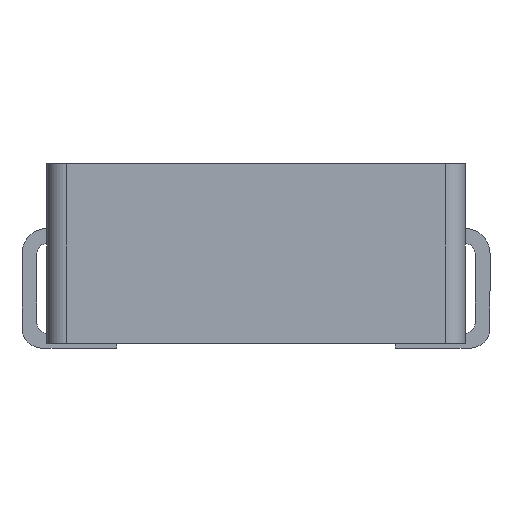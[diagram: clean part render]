
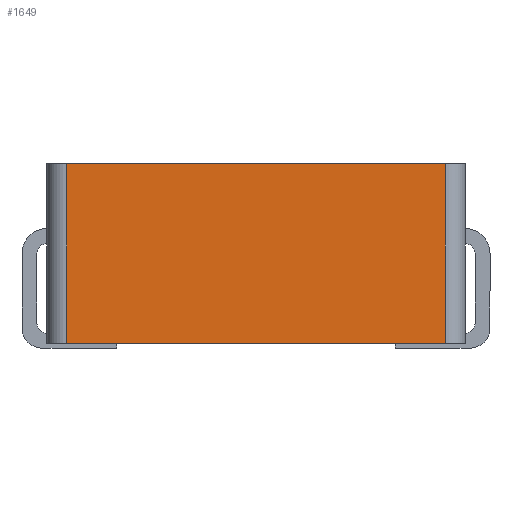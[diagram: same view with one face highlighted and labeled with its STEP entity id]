
A CAD part, left-side view. The second image highlights one B-rep face of the part: STEP entity #1649.
In plain terms, the highlighted planar face has unit normal (-1, 0, 0).
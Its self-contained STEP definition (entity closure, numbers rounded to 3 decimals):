
#889=CARTESIAN_POINT('',(-2.1,1.9,-1.8));
#890=VERTEX_POINT('',#889);
#891=CARTESIAN_POINT('',(-2.1,-1.9,-1.8));
#892=VERTEX_POINT('',#891);
#893=CARTESIAN_POINT('',(-2.1,1.9,-1.8));
#894=DIRECTION('',(0.,-1.,0.));
#895=VECTOR('',#894,3.8);
#896=LINE('',#893,#895);
#897=EDGE_CURVE('',#890,#892,#896,.T.);
#1619=CARTESIAN_POINT('',(-2.1,0.,-0.9));
#1620=DIRECTION('',(0.,-1.,0.));
#1621=DIRECTION('',(1.,0.,0.));
#1622=AXIS2_PLACEMENT_3D('',#1619,#1621,#1620);
#1623=PLANE('',#1622);
#1624=CARTESIAN_POINT('',(-2.1,1.9,0.));
#1625=VERTEX_POINT('',#1624);
#1626=CARTESIAN_POINT('',(-2.1,-1.9,0.));
#1627=VERTEX_POINT('',#1626);
#1628=CARTESIAN_POINT('',(-2.1,1.9,0.));
#1629=DIRECTION('',(0.,-1.,0.));
#1630=VECTOR('',#1629,3.8);
#1631=LINE('',#1628,#1630);
#1632=EDGE_CURVE('',#1625,#1627,#1631,.T.);
#1633=ORIENTED_EDGE('',*,*,#1632,.T.);
#1634=CARTESIAN_POINT('',(-2.1,-1.9,0.));
#1635=DIRECTION('',(0.,0.,-1.));
#1636=VECTOR('',#1635,1.8);
#1637=LINE('',#1634,#1636);
#1638=EDGE_CURVE('',#1627,#892,#1637,.T.);
#1639=ORIENTED_EDGE('',*,*,#1638,.T.);
#1640=ORIENTED_EDGE('',*,*,#897,.F.);
#1641=CARTESIAN_POINT('',(-2.1,1.9,0.));
#1642=DIRECTION('',(0.,0.,-1.));
#1643=VECTOR('',#1642,1.8);
#1644=LINE('',#1641,#1643);
#1645=EDGE_CURVE('',#1625,#890,#1644,.T.);
#1646=ORIENTED_EDGE('',*,*,#1645,.F.);
#1647=EDGE_LOOP('',(#1633,#1639,#1640,#1646));
#1648=FACE_OUTER_BOUND('',#1647,.F.);
#1649=ADVANCED_FACE('',(#1648),#1623,.F.);
